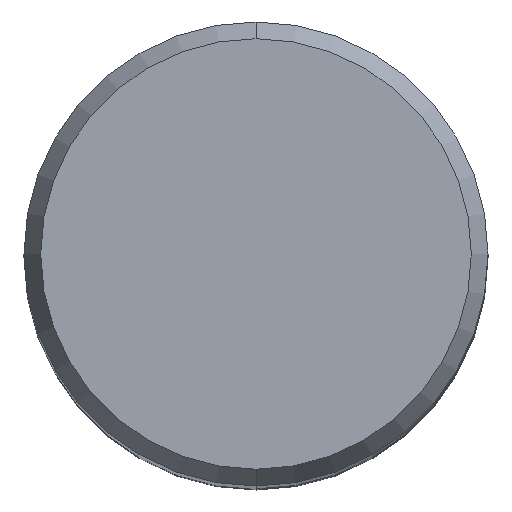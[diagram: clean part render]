
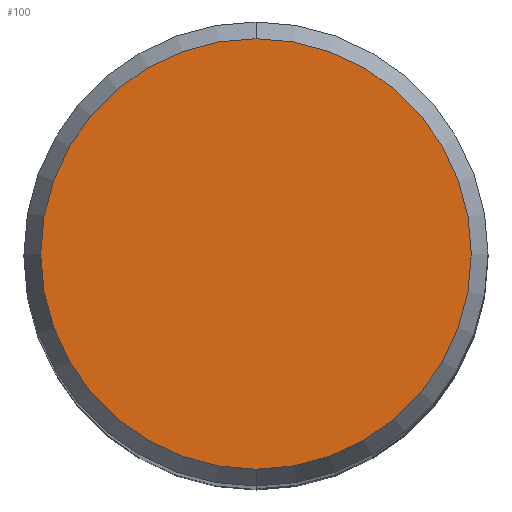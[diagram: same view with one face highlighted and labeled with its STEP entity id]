
A CAD part, top view. The second image highlights one B-rep face of the part: STEP entity #100.
In plain terms, the highlighted planar face has unit normal (0, 0, 1).
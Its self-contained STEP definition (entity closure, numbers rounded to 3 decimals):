
#88=VERTEX_POINT('',#211);
#100=ADVANCED_FACE('',(#223),#224,.T.);
#114=VERTEX_POINT('',#241);
#138=EDGE_CURVE('',#114,#88,#269,.T.);
#150=EDGE_CURVE('',#88,#114,#281,.T.);
#211=CARTESIAN_POINT('',(0.0,7.423,0.0));
#223=FACE_OUTER_BOUND('',#355,.T.);
#224=PLANE('',#356);
#241=CARTESIAN_POINT('',(0.,-7.423,0.0));
#269=CIRCLE('',#408,7.423);
#281=CIRCLE('',#425,7.423);
#355=EDGE_LOOP('',(#502,#503));
#356=AXIS2_PLACEMENT_3D('',#504,#505,#506);
#408=AXIS2_PLACEMENT_3D('',#566,#567,#568);
#425=AXIS2_PLACEMENT_3D('',#576,#577,#578);
#502=ORIENTED_EDGE('',*,*,#150,.F.);
#503=ORIENTED_EDGE('',*,*,#138,.F.);
#504=CARTESIAN_POINT('',(0.0,3.711,0.0));
#505=DIRECTION('',(-0.0,0.0,1.0));
#506=DIRECTION('',(0.0,-1.0,0.0));
#566=CARTESIAN_POINT('',(0.0,0.0,0.0));
#567=DIRECTION('',(0.0,0.0,-1.0));
#568=DIRECTION('',(0.0,1.0,0.0));
#576=CARTESIAN_POINT('',(0.0,0.0,0.0));
#577=DIRECTION('',(0.0,0.0,-1.0));
#578=DIRECTION('',(0.0,1.0,0.0));
